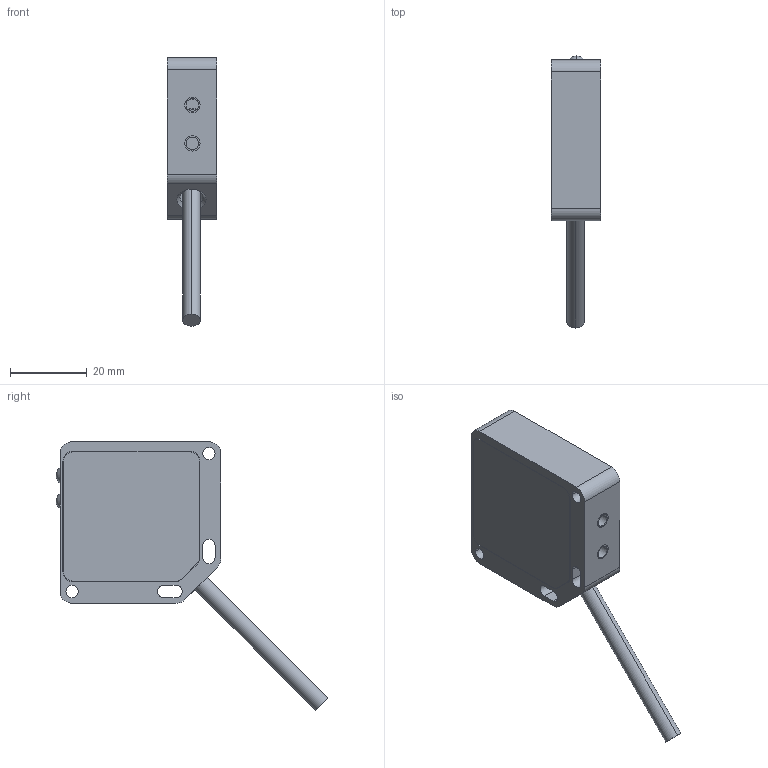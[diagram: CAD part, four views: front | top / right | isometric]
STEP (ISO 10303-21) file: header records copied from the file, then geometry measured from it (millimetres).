
FILE_DESCRIPTION((''),'2;1');
FILE_NAME('193860_ASM','2016-03-11T',('pdmadmin'),(''),'PRO/ENGINEER BY PARAMETRIC TECHNOLOGY CORPORATION, 2013230','PRO/ENGINEER BY PARAMETRIC TECHNOLOGY CORPORATION, 2013230','');
FILE_SCHEMA(('CONFIG_CONTROL_DESIGN'));
Length unit declared in the file: inch
Products named in the file (6): 159207; 50127; 44169; 188707_CABLE; 94597_ASM; 193860_ASM
Assembly tree (5 placements, depth 3):
  193860_ASM
    94597_ASM
      159207
      50127
      44169
      188707_CABLE
Bounding box: 12.93 x 70.77 x 69.98 mm (x, y, z)
Volume: 10389.5 mm3; surface area: 11347.2 mm2
Topology: 4 solids, 6 shells, 185 faces, 502 edges, 330 vertices
Faces by surface type: plane 103, cylinder 72, sphere 8, cone 2
Entity records: 6034 total; most frequent: DIRECTION 1056, CARTESIAN_POINT 1046, ORIENTED_EDGE 980, EDGE_CURVE 494, AXIS2_PLACEMENT_3D 364, VERTEX_POINT 330, VECTOR 328, LINE 328
